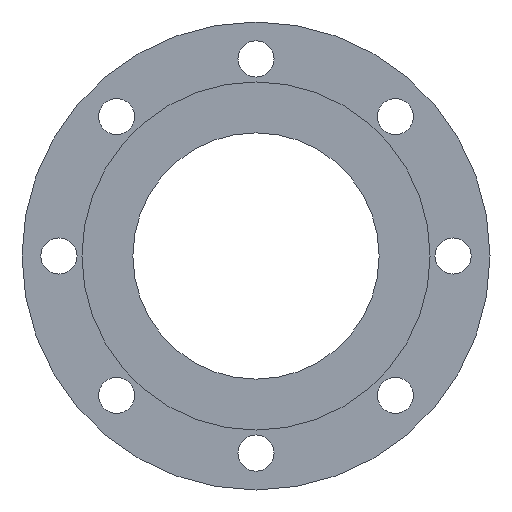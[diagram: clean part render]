
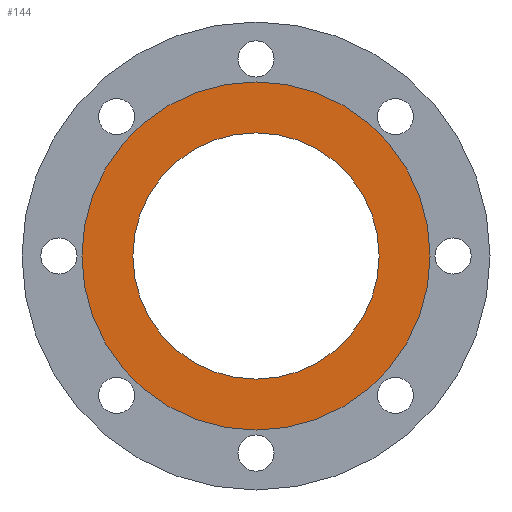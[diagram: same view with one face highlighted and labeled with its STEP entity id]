
A CAD part, front view. The second image highlights one B-rep face of the part: STEP entity #144.
In plain terms, the highlighted planar face has unit normal (0, -1, 0).
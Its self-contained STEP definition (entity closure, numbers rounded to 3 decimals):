
#12 = DIRECTION ( 'NONE',  ( 0., 0., 1. ) ) ;
#13 = ORIENTED_EDGE ( 'NONE', *, *, #268, .T. ) ;
#53 = DIRECTION ( 'NONE',  ( 0., -1., 0. ) ) ;
#144 = ADVANCED_FACE ( 'NONE', ( #656, #306 ), #636, .T. ) ;
#186 = VERTEX_POINT ( 'NONE', #653 ) ;
#193 = CARTESIAN_POINT ( 'NONE',  ( 0., 0., 0. ) ) ;
#216 = EDGE_CURVE ( 'NONE', #186, #646, #888, .T. ) ;
#218 = ORIENTED_EDGE ( 'NONE', *, *, #947, .F. ) ;
#241 = DIRECTION ( 'NONE',  ( 0., 1., 0. ) ) ;
#244 = AXIS2_PLACEMENT_3D ( 'NONE', #825, #53, #642 ) ;
#249 = DIRECTION ( 'NONE',  ( 0., 0., 1. ) ) ;
#255 = DIRECTION ( 'NONE',  ( 0., 1., 0. ) ) ;
#268 = EDGE_CURVE ( 'NONE', #646, #186, #711, .T. ) ;
#306 = FACE_OUTER_BOUND ( 'NONE', #1081, .T. ) ;
#381 = EDGE_CURVE ( 'NONE', #824, #837, #586, .T. ) ;
#411 = AXIS2_PLACEMENT_3D ( 'NONE', #663, #255, #927 ) ;
#448 = CARTESIAN_POINT ( 'NONE',  ( 0., 0., 106. ) ) ;
#474 = DIRECTION ( 'NONE',  ( 0., 1., 0. ) ) ;
#506 = CARTESIAN_POINT ( 'NONE',  ( 0., 0., 0. ) ) ;
#529 = EDGE_LOOP ( 'NONE', ( #13, #551 ) ) ;
#551 = ORIENTED_EDGE ( 'NONE', *, *, #216, .T. ) ;
#561 = CARTESIAN_POINT ( 'NONE',  ( 0., 0., 0. ) ) ;
#576 = CIRCLE ( 'NONE', #660, 106. ) ;
#586 = CIRCLE ( 'NONE', #674, 106. ) ;
#636 = PLANE ( 'NONE',  #244 ) ;
#642 = DIRECTION ( 'NONE',  ( 0., 0., -1. ) ) ;
#646 = VERTEX_POINT ( 'NONE', #929 ) ;
#653 = CARTESIAN_POINT ( 'NONE',  ( 0., 0., -75. ) ) ;
#655 = AXIS2_PLACEMENT_3D ( 'NONE', #506, #241, #249 ) ;
#656 = FACE_BOUND ( 'NONE', #529, .T. ) ;
#660 = AXIS2_PLACEMENT_3D ( 'NONE', #561, #474, #809 ) ;
#663 = CARTESIAN_POINT ( 'NONE',  ( 0., 0., 0. ) ) ;
#674 = AXIS2_PLACEMENT_3D ( 'NONE', #193, #779, #12 ) ;
#700 = CARTESIAN_POINT ( 'NONE',  ( 0., 0., -106. ) ) ;
#711 = CIRCLE ( 'NONE', #655, 75. ) ;
#779 = DIRECTION ( 'NONE',  ( 0., 1., 0. ) ) ;
#809 = DIRECTION ( 'NONE',  ( 0., 0., 1. ) ) ;
#824 = VERTEX_POINT ( 'NONE', #700 ) ;
#825 = CARTESIAN_POINT ( 'NONE',  ( 0., 0., 75. ) ) ;
#837 = VERTEX_POINT ( 'NONE', #448 ) ;
#888 = CIRCLE ( 'NONE', #411, 75. ) ;
#927 = DIRECTION ( 'NONE',  ( 0., 0., 1. ) ) ;
#929 = CARTESIAN_POINT ( 'NONE',  ( 0., 0., 75. ) ) ;
#943 = ORIENTED_EDGE ( 'NONE', *, *, #381, .F. ) ;
#947 = EDGE_CURVE ( 'NONE', #837, #824, #576, .T. ) ;
#1081 = EDGE_LOOP ( 'NONE', ( #218, #943 ) ) ;
